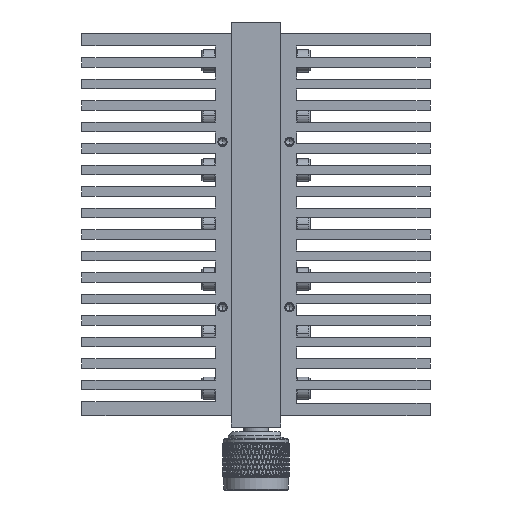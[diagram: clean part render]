
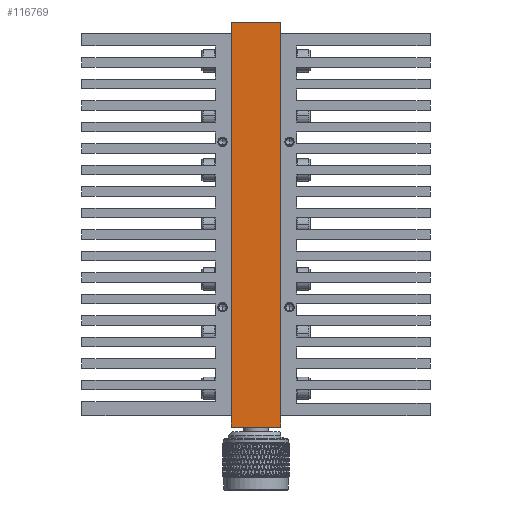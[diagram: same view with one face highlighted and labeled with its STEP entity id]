
A CAD part, left-side view. The second image highlights one B-rep face of the part: STEP entity #116769.
In plain terms, the highlighted planar face has unit normal (-1, 0, 0).
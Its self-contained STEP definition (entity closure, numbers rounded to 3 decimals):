
#540 = DIRECTION ( 'NONE',  ( 0., 0., -1. ) ) ;
#6011 = CARTESIAN_POINT ( 'NONE',  ( -1.05, 0.299, -2.45 ) ) ;
#10076 = LINE ( 'NONE', #39646, #121301 ) ;
#11488 = LINE ( 'NONE', #81339, #17757 ) ;
#13267 = DIRECTION ( 'NONE',  ( 0., 0., -1. ) ) ;
#17757 = VECTOR ( 'NONE', #13267, 39.37 ) ;
#18442 = CARTESIAN_POINT ( 'NONE',  ( -1.05, -0.299, 2.45 ) ) ;
#20262 = EDGE_CURVE ( 'NONE', #167146, #28860, #43136, .T. ) ;
#21295 = VERTEX_POINT ( 'NONE', #38464 ) ;
#28860 = VERTEX_POINT ( 'NONE', #169932 ) ;
#31053 = CARTESIAN_POINT ( 'NONE',  ( -1.05, -0.299, -2.45 ) ) ;
#33685 = VECTOR ( 'NONE', #165286, 39.37 ) ;
#38419 = EDGE_CURVE ( 'NONE', #21295, #156876, #10076, .T. ) ;
#38464 = CARTESIAN_POINT ( 'NONE',  ( -1.05, 0.299, 2.45 ) ) ;
#39646 = CARTESIAN_POINT ( 'NONE',  ( -1.05, -0.299, 2.45 ) ) ;
#41559 = LINE ( 'NONE', #96206, #33685 ) ;
#42681 = DIRECTION ( 'NONE',  ( 0., 1., 0. ) ) ;
#43136 = LINE ( 'NONE', #165977, #111950 ) ;
#47793 = EDGE_CURVE ( 'NONE', #177072, #73624, #164607, .T. ) ;
#53364 = VERTEX_POINT ( 'NONE', #120630 ) ;
#55195 = CARTESIAN_POINT ( 'NONE',  ( -1.05, -0.299, -2.31 ) ) ;
#56104 = FACE_OUTER_BOUND ( 'NONE', #102153, .T. ) ;
#57929 = LINE ( 'NONE', #31053, #145047 ) ;
#58777 = ORIENTED_EDGE ( 'NONE', *, *, #122247, .T. ) ;
#65585 = CARTESIAN_POINT ( 'NONE',  ( -1.05, 0.299, 2.45 ) ) ;
#66786 = CARTESIAN_POINT ( 'NONE',  ( -1.05, 0.299, -2.31 ) ) ;
#71210 = EDGE_CURVE ( 'NONE', #167146, #53364, #129458, .T. ) ;
#73624 = VERTEX_POINT ( 'NONE', #66786 ) ;
#77054 = ORIENTED_EDGE ( 'NONE', *, *, #47793, .T. ) ;
#81339 = CARTESIAN_POINT ( 'NONE',  ( -1.05, 0.299, 2.45 ) ) ;
#82575 = DIRECTION ( 'NONE',  ( 0., 0., 1. ) ) ;
#85226 = AXIS2_PLACEMENT_3D ( 'NONE', #18442, #167300, #42681 ) ;
#91152 = CARTESIAN_POINT ( 'NONE',  ( -1.05, -0.299, 2.45 ) ) ;
#96206 = CARTESIAN_POINT ( 'NONE',  ( -1.05, -0.299, 2.45 ) ) ;
#96512 = ORIENTED_EDGE ( 'NONE', *, *, #126869, .T. ) ;
#96689 = EDGE_CURVE ( 'NONE', #73624, #120673, #11488, .T. ) ;
#100222 = ORIENTED_EDGE ( 'NONE', *, *, #38419, .F. ) ;
#101784 = DIRECTION ( 'NONE',  ( 0., -1., 0. ) ) ;
#102153 = EDGE_LOOP ( 'NONE', ( #96512, #120308, #162617, #160060, #100222, #58777, #77054, #153767 ) ) ;
#104157 = DIRECTION ( 'NONE',  ( 0., 0., -1. ) ) ;
#104858 = VECTOR ( 'NONE', #104157, 39.37 ) ;
#110752 = CARTESIAN_POINT ( 'NONE',  ( -1.05, 0.299, 2.45 ) ) ;
#111950 = VECTOR ( 'NONE', #82575, 39.37 ) ;
#116031 = CARTESIAN_POINT ( 'NONE',  ( -1.05, -0.299, 2.45 ) ) ;
#116153 = EDGE_CURVE ( 'NONE', #156876, #28860, #41559, .T. ) ;
#116769 = ADVANCED_FACE ( 'NONE', ( #56104 ), #165519, .F. ) ;
#120308 = ORIENTED_EDGE ( 'NONE', *, *, #71210, .F. ) ;
#120630 = CARTESIAN_POINT ( 'NONE',  ( -1.05, -0.299, -2.45 ) ) ;
#120673 = VERTEX_POINT ( 'NONE', #6011 ) ;
#121301 = VECTOR ( 'NONE', #135510, 39.37 ) ;
#122247 = EDGE_CURVE ( 'NONE', #21295, #177072, #158897, .T. ) ;
#126869 = EDGE_CURVE ( 'NONE', #120673, #53364, #57929, .T. ) ;
#129458 = LINE ( 'NONE', #116031, #135114 ) ;
#135114 = VECTOR ( 'NONE', #147361, 39.37 ) ;
#135510 = DIRECTION ( 'NONE',  ( 0., -1., 0. ) ) ;
#145047 = VECTOR ( 'NONE', #101784, 39.37 ) ;
#147361 = DIRECTION ( 'NONE',  ( 0., 0., -1. ) ) ;
#148067 = VECTOR ( 'NONE', #540, 39.37 ) ;
#153767 = ORIENTED_EDGE ( 'NONE', *, *, #96689, .T. ) ;
#156876 = VERTEX_POINT ( 'NONE', #91152 ) ;
#158897 = LINE ( 'NONE', #65585, #104858 ) ;
#160060 = ORIENTED_EDGE ( 'NONE', *, *, #116153, .F. ) ;
#162617 = ORIENTED_EDGE ( 'NONE', *, *, #20262, .T. ) ;
#164607 = LINE ( 'NONE', #110752, #148067 ) ;
#165286 = DIRECTION ( 'NONE',  ( 0., 0., -1. ) ) ;
#165519 = PLANE ( 'NONE',  #85226 ) ;
#165602 = CARTESIAN_POINT ( 'NONE',  ( -1.05, 0.299, 2.31 ) ) ;
#165977 = CARTESIAN_POINT ( 'NONE',  ( -1.05, -0.299, -19685.039 ) ) ;
#167146 = VERTEX_POINT ( 'NONE', #55195 ) ;
#167300 = DIRECTION ( 'NONE',  ( 1., 0., 0. ) ) ;
#169932 = CARTESIAN_POINT ( 'NONE',  ( -1.05, -0.299, 2.31 ) ) ;
#177072 = VERTEX_POINT ( 'NONE', #165602 ) ;
